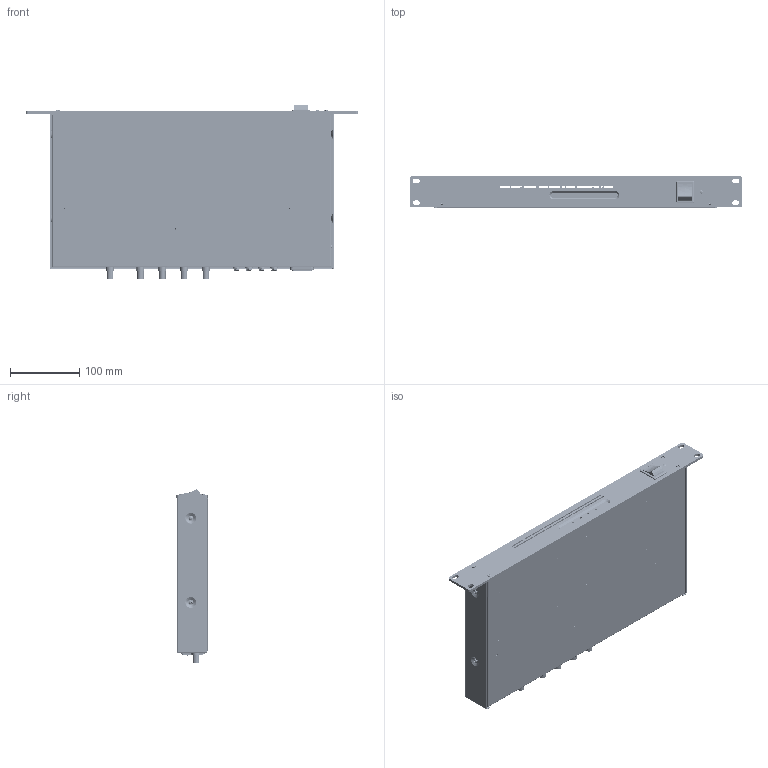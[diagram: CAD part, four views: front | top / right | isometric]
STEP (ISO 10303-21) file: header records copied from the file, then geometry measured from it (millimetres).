
FILE_DESCRIPTION (( 'STEP AP214' ), '1' );
FILE_NAME ('Combine 4 Solid Body.STEP', '2025-02-26T19:22:35', ( '' ), ( '' ), 'SwSTEP 2.0', 'SolidWorks 2023', '' );
FILE_SCHEMA (( 'AUTOMOTIVE_DESIGN' ));
Length unit declared in the file: millimetre
Products named in the file (1): Combine 4 Solid Body
Bounding box: 481 x 45 x 252.58 mm (x, y, z)
Volume: 310010.7 mm3; surface area: 612080.6 mm2
Topology: 80 solids, 80 shells, 8150 faces, 21139 edges, 13799 vertices
Faces by surface type: plane 4804, cylinder 2063, bspline 595, cone 492, torus 160, sphere 36
Entity records: 374960 total; most frequent: CARTESIAN_POINT 90611, ORIENTED_EDGE 42222, DIRECTION 37266, EDGE_CURVE 21111, VERTEX_POINT 13797, VECTOR 13362, LINE 13362, AXIS2_PLACEMENT_3D 11952
